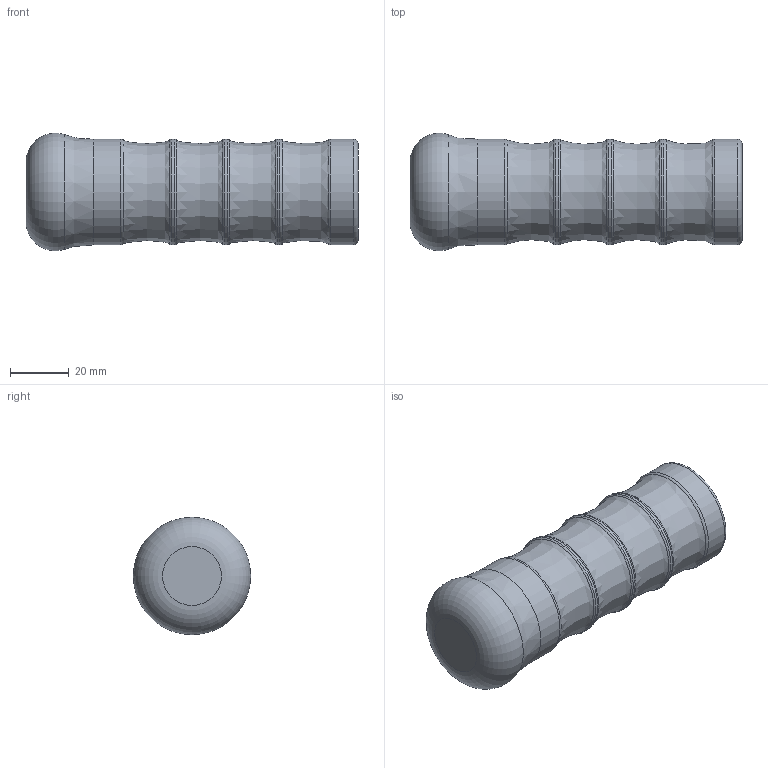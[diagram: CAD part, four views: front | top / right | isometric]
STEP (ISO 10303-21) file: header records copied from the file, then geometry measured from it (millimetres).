
FILE_DESCRIPTION( ( '' ), ' ' );
FILE_NAME( '5bf584d7e9f55215d71afe3f.step', '2018-11-21T16:16:24', ( '' ), ( '' ), ' ', ' ', ' ' );
FILE_SCHEMA( ( 'AUTOMOTIVE_DESIGN { 1 0 10303 214 1 1 1 1 }' ) );
Length unit declared in the file: metre
Products named in the file (1): Part6
Bounding box: 113 x 39.96 x 39.96 mm (x, y, z)
Volume: 28820 mm3; surface area: 24757.6 mm2
Topology: 1 solids, 1 shells, 26 faces, 54 edges, 31 vertices
Faces by surface type: torus 11, revolution 6, cylinder 6, plane 3
Full cylindrical faces by diameter (mm): 30 x1, 36 x5
Entity records: 776 total; most frequent: CARTESIAN_POINT 113, DIRECTION 98, EDGE_LOOP 50, ORIENTED_EDGE 50, FACE_OUTER_BOUND 49, AXIS2_PLACEMENT_3D 46, VERTEX_POINT 27, STYLED_ITEM 26
